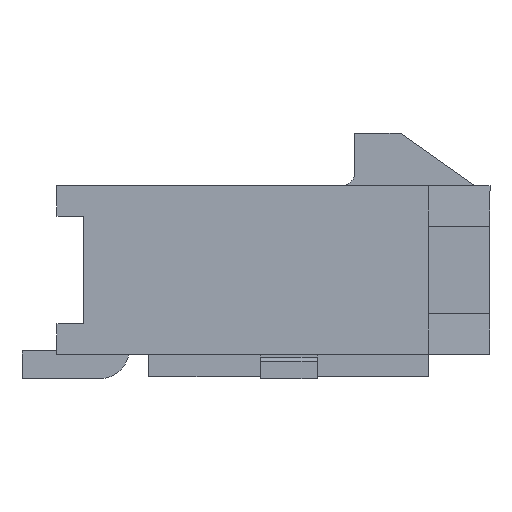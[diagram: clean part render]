
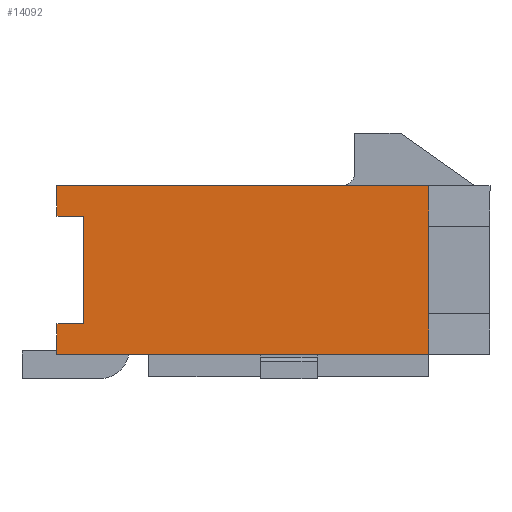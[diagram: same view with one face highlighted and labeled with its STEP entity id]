
A CAD part, left-side view. The second image highlights one B-rep face of the part: STEP entity #14092.
In plain terms, the highlighted planar face has unit normal (-1, 0, 0).
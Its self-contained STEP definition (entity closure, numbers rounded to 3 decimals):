
#2 = CARTESIAN_POINT ( 'NONE',  ( -7.825, -3.55, 1.93 ) ) ;
#198 = DIRECTION ( 'NONE',  ( 0., -1., 0. ) ) ;
#805 = DIRECTION ( 'NONE',  ( 0., -1., 0. ) ) ;
#1379 = DIRECTION ( 'NONE',  ( 0., 0., 1. ) ) ;
#1482 = CARTESIAN_POINT ( 'NONE',  ( -7.825, 4.35, 1.23 ) ) ;
#1518 = DIRECTION ( 'NONE',  ( 1., 0., 0. ) ) ;
#1546 = VECTOR ( 'NONE', #1943, 1000. ) ;
#1943 = DIRECTION ( 'NONE',  ( 0., 0., -1. ) ) ;
#1994 = CARTESIAN_POINT ( 'NONE',  ( -7.825, 4.95, -1.23 ) ) ;
#2223 = EDGE_CURVE ( 'NONE', #11048, #6996, #21214, .T. ) ;
#2538 = EDGE_CURVE ( 'NONE', #6593, #7225, #10679, .T. ) ;
#2553 = VERTEX_POINT ( 'NONE', #5736 ) ;
#2994 = LINE ( 'NONE', #17150, #9464 ) ;
#3119 = LINE ( 'NONE', #6809, #22335 ) ;
#3446 = DIRECTION ( 'NONE',  ( 0., 0., 1. ) ) ;
#3764 = CARTESIAN_POINT ( 'NONE',  ( -7.825, -3.55, 1. ) ) ;
#3845 = DIRECTION ( 'NONE',  ( 0., 1., 0. ) ) ;
#4086 = VERTEX_POINT ( 'NONE', #3764 ) ;
#5136 = CARTESIAN_POINT ( 'NONE',  ( -7.825, -3.55, 1.93 ) ) ;
#5259 = VECTOR ( 'NONE', #198, 1000. ) ;
#5291 = ORIENTED_EDGE ( 'NONE', *, *, #14428, .T. ) ;
#5632 = EDGE_CURVE ( 'NONE', #4086, #6996, #7162, .T. ) ;
#5736 = CARTESIAN_POINT ( 'NONE',  ( -7.825, 4.35, -1.23 ) ) ;
#5818 = AXIS2_PLACEMENT_3D ( 'NONE', #13534, #1518, #17068 ) ;
#6127 = ORIENTED_EDGE ( 'NONE', *, *, #7321, .F. ) ;
#6593 = VERTEX_POINT ( 'NONE', #7957 ) ;
#6809 = CARTESIAN_POINT ( 'NONE',  ( -7.825, 8.818, -1.93 ) ) ;
#6992 = VECTOR ( 'NONE', #805, 1000. ) ;
#6996 = VERTEX_POINT ( 'NONE', #12205 ) ;
#7036 = EDGE_CURVE ( 'NONE', #6593, #18330, #7349, .T. ) ;
#7140 = CARTESIAN_POINT ( 'NONE',  ( -7.825, 4.95, 1.23 ) ) ;
#7162 = LINE ( 'NONE', #17729, #1546 ) ;
#7225 = VERTEX_POINT ( 'NONE', #5136 ) ;
#7321 = EDGE_CURVE ( 'NONE', #17202, #18330, #9164, .T. ) ;
#7349 = LINE ( 'NONE', #15607, #17498 ) ;
#7822 = CARTESIAN_POINT ( 'NONE',  ( -7.825, 4.95, 0. ) ) ;
#7957 = CARTESIAN_POINT ( 'NONE',  ( -7.825, 4.95, 1.93 ) ) ;
#8238 = ORIENTED_EDGE ( 'NONE', *, *, #2223, .T. ) ;
#8422 = DIRECTION ( 'NONE',  ( 0., -1., 0. ) ) ;
#8643 = VECTOR ( 'NONE', #13831, 1000. ) ;
#8712 = VECTOR ( 'NONE', #3845, 1000. ) ;
#9164 = LINE ( 'NONE', #16259, #8712 ) ;
#9464 = VECTOR ( 'NONE', #1379, 1000. ) ;
#9589 = LINE ( 'NONE', #16565, #6992 ) ;
#9960 = VERTEX_POINT ( 'NONE', #1994 ) ;
#10679 = LINE ( 'NONE', #17690, #5259 ) ;
#10987 = CARTESIAN_POINT ( 'NONE',  ( -7.825, -3.55, -1.93 ) ) ;
#11048 = VERTEX_POINT ( 'NONE', #10987 ) ;
#11788 = EDGE_CURVE ( 'NONE', #9960, #14768, #20507, .T. ) ;
#12205 = CARTESIAN_POINT ( 'NONE',  ( -7.825, -3.55, -1. ) ) ;
#12969 = DIRECTION ( 'NONE',  ( 0., 0., -1. ) ) ;
#13534 = CARTESIAN_POINT ( 'NONE',  ( -7.825, 8.818, 1.93 ) ) ;
#13591 = ORIENTED_EDGE ( 'NONE', *, *, #5632, .F. ) ;
#13831 = DIRECTION ( 'NONE',  ( 0., 0., 1. ) ) ;
#13934 = EDGE_LOOP ( 'NONE', ( #20618, #8238, #13591, #5291, #16189, #18648, #6127, #16305, #16744, #21932 ) ) ;
#14028 = CARTESIAN_POINT ( 'NONE',  ( -7.825, 4.95, -1.93 ) ) ;
#14092 = ADVANCED_FACE ( 'NONE', ( #15007 ), #21604, .F. ) ;
#14428 = EDGE_CURVE ( 'NONE', #4086, #7225, #2994, .T. ) ;
#14768 = VERTEX_POINT ( 'NONE', #14028 ) ;
#15007 = FACE_OUTER_BOUND ( 'NONE', #13934, .T. ) ;
#15051 = DIRECTION ( 'NONE',  ( 0., 0., -1. ) ) ;
#15488 = EDGE_CURVE ( 'NONE', #9960, #2553, #9589, .T. ) ;
#15607 = CARTESIAN_POINT ( 'NONE',  ( -7.825, 4.95, 0. ) ) ;
#15940 = VECTOR ( 'NONE', #3446, 1000. ) ;
#16189 = ORIENTED_EDGE ( 'NONE', *, *, #2538, .F. ) ;
#16259 = CARTESIAN_POINT ( 'NONE',  ( -7.825, 4.95, 1.23 ) ) ;
#16305 = ORIENTED_EDGE ( 'NONE', *, *, #19092, .F. ) ;
#16565 = CARTESIAN_POINT ( 'NONE',  ( -7.825, 4.95, -1.23 ) ) ;
#16744 = ORIENTED_EDGE ( 'NONE', *, *, #15488, .F. ) ;
#17068 = DIRECTION ( 'NONE',  ( 0., 1., 0. ) ) ;
#17150 = CARTESIAN_POINT ( 'NONE',  ( -7.825, -3.55, 1.93 ) ) ;
#17202 = VERTEX_POINT ( 'NONE', #19926 ) ;
#17498 = VECTOR ( 'NONE', #12969, 1000. ) ;
#17690 = CARTESIAN_POINT ( 'NONE',  ( -7.825, 8.818, 1.93 ) ) ;
#17729 = CARTESIAN_POINT ( 'NONE',  ( -7.825, -3.55, 1. ) ) ;
#18330 = VERTEX_POINT ( 'NONE', #7140 ) ;
#18648 = ORIENTED_EDGE ( 'NONE', *, *, #7036, .T. ) ;
#19092 = EDGE_CURVE ( 'NONE', #2553, #17202, #22605, .T. ) ;
#19926 = CARTESIAN_POINT ( 'NONE',  ( -7.825, 4.35, 1.23 ) ) ;
#20495 = EDGE_CURVE ( 'NONE', #14768, #11048, #3119, .T. ) ;
#20507 = LINE ( 'NONE', #7822, #20831 ) ;
#20618 = ORIENTED_EDGE ( 'NONE', *, *, #20495, .T. ) ;
#20831 = VECTOR ( 'NONE', #15051, 1000. ) ;
#21214 = LINE ( 'NONE', #2, #15940 ) ;
#21604 = PLANE ( 'NONE',  #5818 ) ;
#21932 = ORIENTED_EDGE ( 'NONE', *, *, #11788, .T. ) ;
#22335 = VECTOR ( 'NONE', #8422, 1000. ) ;
#22605 = LINE ( 'NONE', #1482, #8643 ) ;
